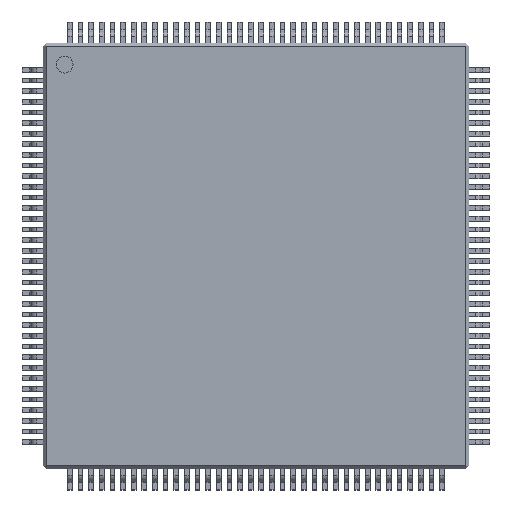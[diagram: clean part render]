
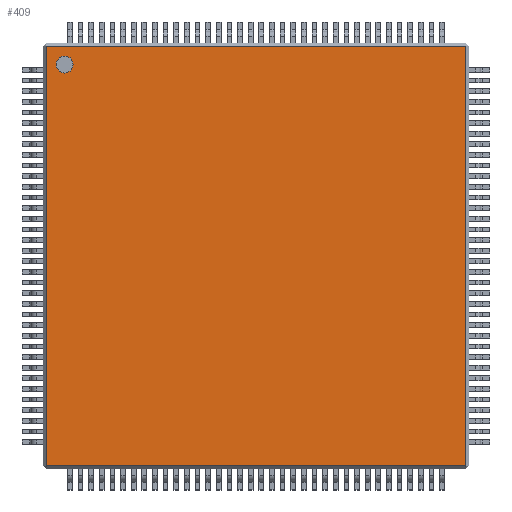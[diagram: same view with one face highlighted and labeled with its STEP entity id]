
A CAD part, top view. The second image highlights one B-rep face of the part: STEP entity #409.
In plain terms, the highlighted planar face has unit normal (0, 0, 1).
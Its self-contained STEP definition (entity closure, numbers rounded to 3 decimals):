
#13=DIRECTION('',(0.,0.,1.));
#14=DIRECTION('',(1.,0.,0.));
#208=VECTOR('',#209,1.);
#209=DIRECTION('',(0.,1.,0.));
#282=VERTEX_POINT('',#283);
#283=CARTESIAN_POINT('',(-9.85,-9.85,1.));
#291=VERTEX_POINT('',#292);
#292=CARTESIAN_POINT('',(-9.85,9.85,1.));
#297=ORIENTED_EDGE('',*,*,#298,.F.);
#298=EDGE_CURVE('',#282,#291,#299,.T.);
#299=LINE('',#300,#208);
#300=CARTESIAN_POINT('',(-9.85,-10.,1.));
#366=VECTOR('',#14,1.);
#409=ADVANCED_FACE('',(#410,#428),#437,.T.);
#410=FACE_BOUND('',#411,.T.);
#411=EDGE_LOOP('',(#297,#412,#418,#424));
#412=ORIENTED_EDGE('',*,*,#413,.T.);
#413=EDGE_CURVE('',#282,#414,#416,.T.);
#414=VERTEX_POINT('',#415);
#415=CARTESIAN_POINT('',(9.85,-9.85,1.));
#416=LINE('',#417,#366);
#417=CARTESIAN_POINT('',(-10.,-9.85,1.));
#418=ORIENTED_EDGE('',*,*,#419,.T.);
#419=EDGE_CURVE('',#414,#420,#422,.T.);
#420=VERTEX_POINT('',#421);
#421=CARTESIAN_POINT('',(9.85,9.85,1.));
#422=LINE('',#423,#208);
#423=CARTESIAN_POINT('',(9.85,-10.,1.));
#424=ORIENTED_EDGE('',*,*,#425,.F.);
#425=EDGE_CURVE('',#291,#420,#426,.T.);
#426=LINE('',#427,#366);
#427=CARTESIAN_POINT('',(-10.,9.85,1.));
#428=FACE_BOUND('',#429,.T.);
#429=EDGE_LOOP('',(#430));
#430=ORIENTED_EDGE('',*,*,#431,.F.);
#431=EDGE_CURVE('',#432,#432,#434,.T.);
#432=VERTEX_POINT('',#433);
#433=CARTESIAN_POINT('',(-8.6,9.,1.));
#434=CIRCLE('',#435,0.4);
#435=AXIS2_PLACEMENT_3D('',#436,#13,#14);
#436=CARTESIAN_POINT('',(-9.,9.,1.));
#437=PLANE('',#438);
#438=AXIS2_PLACEMENT_3D('',#439,#13,#14);
#439=CARTESIAN_POINT('',(-10.,-10.,1.));
